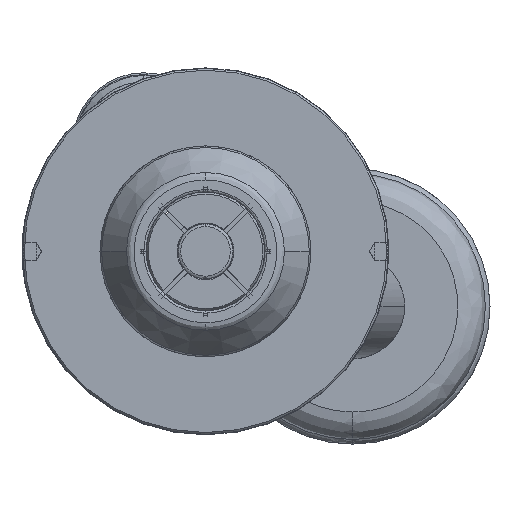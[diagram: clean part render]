
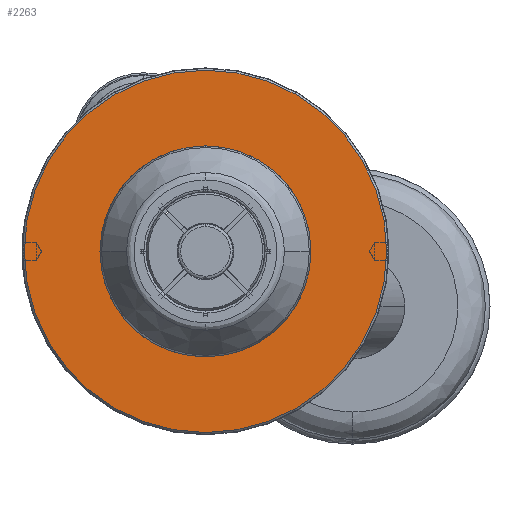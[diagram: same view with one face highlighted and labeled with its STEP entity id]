
A CAD part, left-side view. The second image highlights one B-rep face of the part: STEP entity #2263.
In plain terms, the highlighted planar face has unit normal (-1, 0, 0).
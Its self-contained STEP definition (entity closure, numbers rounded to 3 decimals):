
#2263 = ADVANCED_FACE ( 'NONE', ( #21298, #20381 ), #17129, .F. ) ;
#2475 = CIRCLE ( 'NONE', #10548, 19.75 ) ;
#3097 = DIRECTION ( 'NONE',  ( 0., 0., -1. ) ) ;
#3713 = DIRECTION ( 'NONE',  ( 1., 0., 0. ) ) ;
#3906 = DIRECTION ( 'NONE',  ( -1., 0., 0. ) ) ;
#4350 = EDGE_CURVE ( 'NONE', #9397, #17440, #2475, .T. ) ;
#4352 = ORIENTED_EDGE ( 'NONE', *, *, #4350, .F. ) ;
#4421 = CIRCLE ( 'NONE', #23860, 19.75 ) ;
#5527 = CARTESIAN_POINT ( 'NONE',  ( -166.7, 0., 0. ) ) ;
#7476 = CARTESIAN_POINT ( 'NONE',  ( -166.7, 0., 0. ) ) ;
#7929 = EDGE_CURVE ( 'NONE', #17440, #9397, #4421, .T. ) ;
#8537 = CARTESIAN_POINT ( 'NONE',  ( -166.7, 0., -19.75 ) ) ;
#9397 = VERTEX_POINT ( 'NONE', #17083 ) ;
#10548 = AXIS2_PLACEMENT_3D ( 'NONE', #18401, #13048, #3097 ) ;
#11661 = DIRECTION ( 'NONE',  ( 0., 0., 1. ) ) ;
#11954 = AXIS2_PLACEMENT_3D ( 'NONE', #15548, #3906, #11661 ) ;
#12964 = DIRECTION ( 'NONE',  ( 0., 0., 1. ) ) ;
#13048 = DIRECTION ( 'NONE',  ( 1., 0., 0. ) ) ;
#13603 = AXIS2_PLACEMENT_3D ( 'NONE', #5527, #15085, #12964 ) ;
#13628 = CARTESIAN_POINT ( 'NONE',  ( -166.7, 0., 10.2 ) ) ;
#13800 = ORIENTED_EDGE ( 'NONE', *, *, #7929, .F. ) ;
#13927 = AXIS2_PLACEMENT_3D ( 'NONE', #24861, #19569, #15731 ) ;
#15085 = DIRECTION ( 'NONE',  ( -1., 0., 0. ) ) ;
#15347 = CIRCLE ( 'NONE', #13603, 10.2 ) ;
#15548 = CARTESIAN_POINT ( 'NONE',  ( -166.7, 0., 0. ) ) ;
#15731 = DIRECTION ( 'NONE',  ( 0., 0., -1. ) ) ;
#16087 = ORIENTED_EDGE ( 'NONE', *, *, #19541, .F. ) ;
#17083 = CARTESIAN_POINT ( 'NONE',  ( -166.7, 0., 19.75 ) ) ;
#17129 = PLANE ( 'NONE',  #13927 ) ;
#17440 = VERTEX_POINT ( 'NONE', #8537 ) ;
#17592 = CIRCLE ( 'NONE', #11954, 10.2 ) ;
#18401 = CARTESIAN_POINT ( 'NONE',  ( -166.7, 0., 0. ) ) ;
#19013 = VERTEX_POINT ( 'NONE', #13628 ) ;
#19541 = EDGE_CURVE ( 'NONE', #19013, #22118, #17592, .T. ) ;
#19569 = DIRECTION ( 'NONE',  ( 1., 0., 0. ) ) ;
#19975 = ORIENTED_EDGE ( 'NONE', *, *, #21882, .F. ) ;
#20381 = FACE_BOUND ( 'NONE', #20396, .T. ) ;
#20396 = EDGE_LOOP ( 'NONE', ( #16087, #19975 ) ) ;
#20944 = DIRECTION ( 'NONE',  ( 0., 0., -1. ) ) ;
#21298 = FACE_OUTER_BOUND ( 'NONE', #21532, .T. ) ;
#21532 = EDGE_LOOP ( 'NONE', ( #13800, #4352 ) ) ;
#21882 = EDGE_CURVE ( 'NONE', #22118, #19013, #15347, .T. ) ;
#22118 = VERTEX_POINT ( 'NONE', #22275 ) ;
#22275 = CARTESIAN_POINT ( 'NONE',  ( -166.7, 0., -10.2 ) ) ;
#23860 = AXIS2_PLACEMENT_3D ( 'NONE', #7476, #3713, #20944 ) ;
#24861 = CARTESIAN_POINT ( 'NONE',  ( -166.7, -19.95, 0. ) ) ;
